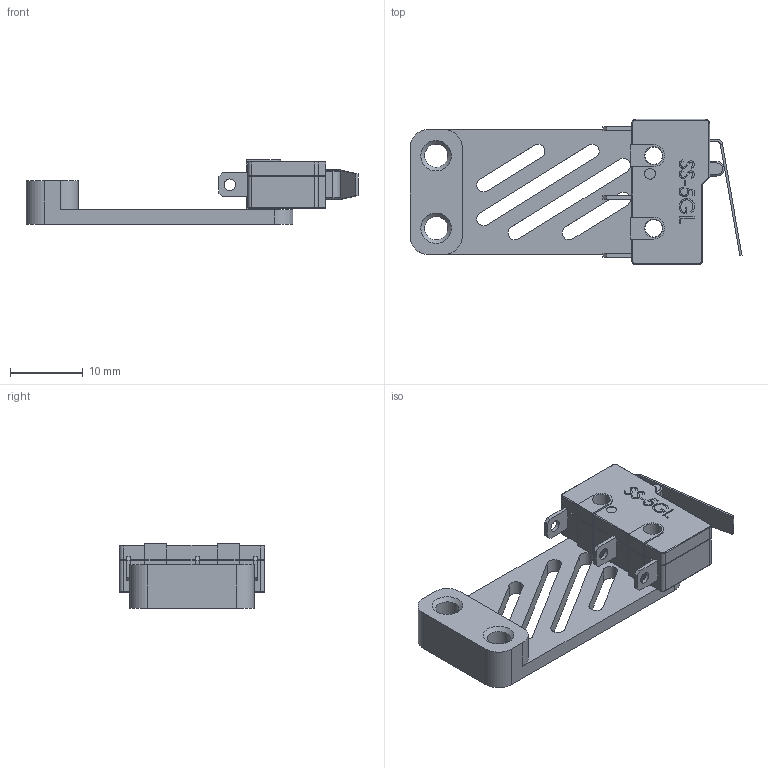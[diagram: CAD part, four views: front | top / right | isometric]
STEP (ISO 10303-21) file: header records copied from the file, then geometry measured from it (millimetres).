
FILE_DESCRIPTION(/* description */ (''),/* implementation_level */ '2;1');
FILE_NAME(/* name */ '2022-10-12 x endstop offset v4.step',/* time_stamp */ '2023-02-01T15:36:43-05:00',/* author */ (''),/* organization */ (''),/* preprocessor_version */ 'ST-DEVELOPER v19.2',/* originating_system */ 'Autodesk Translation Framework v11.17.0.187',/* authorisation */ '');
FILE_SCHEMA (('AUTOMOTIVE_DESIGN { 1 0 10303 214 3 1 1 }'));
Length unit declared in the file: millimetre
Products named in the file (2): 2022-10-12 x endstop offset; SS-5GL
Assembly tree (1 placements, depth 2):
  2022-10-12 x endstop offset
    SS-5GL
Bounding box: 45.77 x 20 x 8.9 mm (x, y, z)
Volume: 2695.2 mm3; surface area: 2956.2 mm2
Topology: 7 solids, 7 shells, 262 faces, 682 edges, 444 vertices
Faces by surface type: plane 141, cylinder 60, bspline 47, torus 8, cone 6
Full cylindrical faces by diameter (mm): 1.5 x2, 1.6 x3, 2.4 x2, 2.5 x2, 3.2 x2
Entity records: 10452 total; most frequent: CARTESIAN_POINT 4087, ORIENTED_EDGE 1364, DIRECTION 1156, EDGE_CURVE 682, LINE 458, VECTOR 458, VERTEX_POINT 444, AXIS2_PLACEMENT_3D 349
